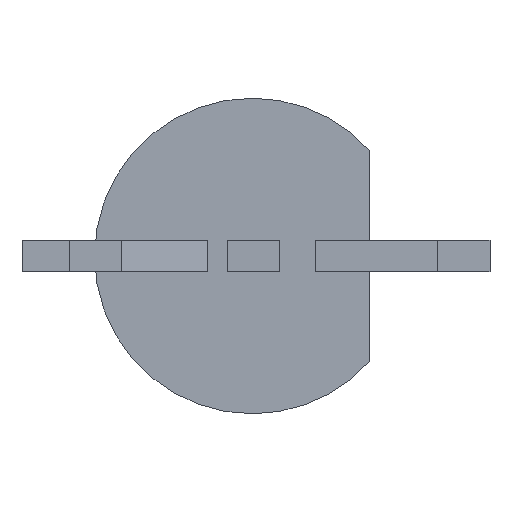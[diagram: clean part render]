
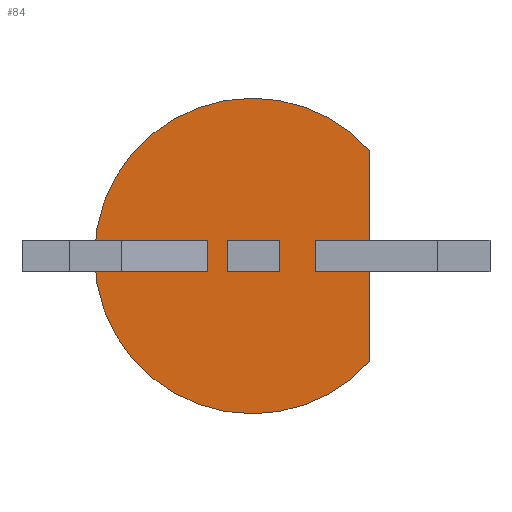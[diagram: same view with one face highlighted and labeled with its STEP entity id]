
A CAD part, front view. The second image highlights one B-rep face of the part: STEP entity #84.
In plain terms, the highlighted planar face has unit normal (0, -1, 0).
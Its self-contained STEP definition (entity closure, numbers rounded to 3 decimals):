
#12 = EDGE_CURVE ( 'NONE', #236, #438, #222, .T. ) ;
#14 = VERTEX_POINT ( 'NONE', #978 ) ;
#17 = VECTOR ( 'NONE', #587, 1000. ) ;
#29 = ORIENTED_EDGE ( 'NONE', *, *, #488, .T. ) ;
#31 = CARTESIAN_POINT ( 'NONE',  ( 0., 0., -0.2 ) ) ;
#54 = CARTESIAN_POINT ( 'NONE',  ( 0., 0., -0.2 ) ) ;
#64 = FACE_BOUND ( 'NONE', #984, .T. ) ;
#84 = ADVANCED_FACE ( 'NONE', ( #64, #389, #717, #955 ), #557, .T. ) ;
#91 = DIRECTION ( 'NONE',  ( 0., 0., 1. ) ) ;
#95 = AXIS2_PLACEMENT_3D ( 'NONE', #1026, #545, #309 ) ;
#97 = CARTESIAN_POINT ( 'NONE',  ( -0.996, 0., -0.2 ) ) ;
#99 = ORIENTED_EDGE ( 'NONE', *, *, #476, .F. ) ;
#133 = CARTESIAN_POINT ( 'NONE',  ( -0.313, 0., -0.2 ) ) ;
#155 = ORIENTED_EDGE ( 'NONE', *, *, #168, .F. ) ;
#165 = CIRCLE ( 'NONE', #95, 2. ) ;
#168 = EDGE_CURVE ( 'NONE', #14, #572, #785, .T. ) ;
#180 = CARTESIAN_POINT ( 'NONE',  ( -0.313, 0., 0.2 ) ) ;
#195 = LINE ( 'NONE', #907, #17 ) ;
#212 = DIRECTION ( 'NONE',  ( -1., 0., 0. ) ) ;
#222 = LINE ( 'NONE', #904, #1036 ) ;
#224 = VERTEX_POINT ( 'NONE', #596 ) ;
#233 = ORIENTED_EDGE ( 'NONE', *, *, #283, .F. ) ;
#236 = VERTEX_POINT ( 'NONE', #361 ) ;
#245 = ORIENTED_EDGE ( 'NONE', *, *, #379, .F. ) ;
#265 = ORIENTED_EDGE ( 'NONE', *, *, #648, .F. ) ;
#273 = ORIENTED_EDGE ( 'NONE', *, *, #468, .F. ) ;
#274 = CARTESIAN_POINT ( 'NONE',  ( 0., 0., 0.2 ) ) ;
#280 = ORIENTED_EDGE ( 'NONE', *, *, #877, .T. ) ;
#283 = EDGE_CURVE ( 'NONE', #895, #531, #165, .T. ) ;
#290 = VECTOR ( 'NONE', #762, 1000. ) ;
#294 = CARTESIAN_POINT ( 'NONE',  ( -0.563, 0., -0.2 ) ) ;
#300 = CARTESIAN_POINT ( 'NONE',  ( 0., 0., 2. ) ) ;
#309 = DIRECTION ( 'NONE',  ( 0., 0., -1. ) ) ;
#317 = EDGE_CURVE ( 'NONE', #224, #895, #889, .T. ) ;
#320 = VERTEX_POINT ( 'NONE', #294 ) ;
#326 = DIRECTION ( 'NONE',  ( 0., 0., -1. ) ) ;
#327 = VECTOR ( 'NONE', #999, 1000. ) ;
#328 = VECTOR ( 'NONE', #442, 1000. ) ;
#350 = DIRECTION ( 'NONE',  ( 0., 0., -1. ) ) ;
#351 = ORIENTED_EDGE ( 'NONE', *, *, #12, .F. ) ;
#361 = CARTESIAN_POINT ( 'NONE',  ( -0.563, 0., 0.2 ) ) ;
#362 = VECTOR ( 'NONE', #350, 1000. ) ;
#372 = VERTEX_POINT ( 'NONE', #682 ) ;
#379 = EDGE_CURVE ( 'NONE', #572, #811, #195, .T. ) ;
#389 = FACE_BOUND ( 'NONE', #443, .T. ) ;
#390 = DIRECTION ( 'NONE',  ( 0., 0., 1. ) ) ;
#392 = CARTESIAN_POINT ( 'NONE',  ( 0., 0., 0. ) ) ;
#403 = DIRECTION ( 'NONE',  ( 0., 0., -1. ) ) ;
#410 = EDGE_CURVE ( 'NONE', #224, #505, #430, .T. ) ;
#412 = CARTESIAN_POINT ( 'NONE',  ( -0.996, 0., -0.2 ) ) ;
#426 = EDGE_CURVE ( 'NONE', #996, #827, #750, .T. ) ;
#429 = AXIS2_PLACEMENT_3D ( 'NONE', #963, #893, #326 ) ;
#430 = LINE ( 'NONE', #836, #704 ) ;
#432 = ORIENTED_EDGE ( 'NONE', *, *, #913, .F. ) ;
#438 = VERTEX_POINT ( 'NONE', #847 ) ;
#442 = DIRECTION ( 'NONE',  ( 0., 0., 1. ) ) ;
#443 = EDGE_LOOP ( 'NONE', ( #280, #29, #99, #351 ) ) ;
#458 = CARTESIAN_POINT ( 'NONE',  ( 0.797, 0., -0.2 ) ) ;
#461 = CARTESIAN_POINT ( 'NONE',  ( 0., 0., -0.2 ) ) ;
#468 = EDGE_CURVE ( 'NONE', #372, #529, #830, .T. ) ;
#476 = EDGE_CURVE ( 'NONE', #438, #995, #1008, .T. ) ;
#480 = CARTESIAN_POINT ( 'NONE',  ( -0.563, 0., 0. ) ) ;
#482 = ORIENTED_EDGE ( 'NONE', *, *, #741, .T. ) ;
#488 = EDGE_CURVE ( 'NONE', #320, #995, #776, .T. ) ;
#489 = ORIENTED_EDGE ( 'NONE', *, *, #410, .T. ) ;
#495 = VECTOR ( 'NONE', #601, 1000. ) ;
#503 = ORIENTED_EDGE ( 'NONE', *, *, #426, .F. ) ;
#505 = VERTEX_POINT ( 'NONE', #627 ) ;
#514 = VECTOR ( 'NONE', #212, 1000. ) ;
#515 = EDGE_CURVE ( 'NONE', #561, #811, #873, .T. ) ;
#529 = VERTEX_POINT ( 'NONE', #712 ) ;
#531 = VERTEX_POINT ( 'NONE', #300 ) ;
#537 = DIRECTION ( 'NONE',  ( -1., 0., 0. ) ) ;
#545 = DIRECTION ( 'NONE',  ( 0., 1., 0. ) ) ;
#557 = PLANE ( 'NONE',  #1021 ) ;
#561 = VERTEX_POINT ( 'NONE', #680 ) ;
#569 = AXIS2_PLACEMENT_3D ( 'NONE', #392, #954, #716 ) ;
#570 = CARTESIAN_POINT ( 'NONE',  ( 0.347, 0., -0.2 ) ) ;
#572 = VERTEX_POINT ( 'NONE', #180 ) ;
#587 = DIRECTION ( 'NONE',  ( 0., 0., -1. ) ) ;
#596 = CARTESIAN_POINT ( 'NONE',  ( 1.491, 0., -1.333 ) ) ;
#601 = DIRECTION ( 'NONE',  ( -1., 0., 0. ) ) ;
#612 = CARTESIAN_POINT ( 'NONE',  ( 1.242, 0., -0.2 ) ) ;
#627 = CARTESIAN_POINT ( 'NONE',  ( 1.491, 0., 1.333 ) ) ;
#648 = EDGE_CURVE ( 'NONE', #529, #996, #770, .T. ) ;
#649 = LINE ( 'NONE', #570, #939 ) ;
#680 = CARTESIAN_POINT ( 'NONE',  ( 0.347, 0., -0.2 ) ) ;
#682 = CARTESIAN_POINT ( 'NONE',  ( 1.242, 0., -0.2 ) ) ;
#689 = CARTESIAN_POINT ( 'NONE',  ( 0.797, 0., -0.2 ) ) ;
#704 = VECTOR ( 'NONE', #91, 1000. ) ;
#712 = CARTESIAN_POINT ( 'NONE',  ( 1.242, 0., 0.2 ) ) ;
#716 = DIRECTION ( 'NONE',  ( 0., 0., -1. ) ) ;
#717 = FACE_BOUND ( 'NONE', #850, .T. ) ;
#724 = LINE ( 'NONE', #480, #902 ) ;
#725 = ORIENTED_EDGE ( 'NONE', *, *, #515, .T. ) ;
#741 = EDGE_CURVE ( 'NONE', #372, #827, #861, .T. ) ;
#750 = LINE ( 'NONE', #689, #362 ) ;
#756 = DIRECTION ( 'NONE',  ( -1., 0., 0. ) ) ;
#762 = DIRECTION ( 'NONE',  ( 0., 0., -1. ) ) ;
#770 = LINE ( 'NONE', #274, #495 ) ;
#776 = LINE ( 'NONE', #31, #922 ) ;
#785 = LINE ( 'NONE', #845, #327 ) ;
#791 = CIRCLE ( 'NONE', #429, 2. ) ;
#796 = DIRECTION ( 'NONE',  ( -1., 0., 0. ) ) ;
#799 = DIRECTION ( 'NONE',  ( 0., -1., 0. ) ) ;
#811 = VERTEX_POINT ( 'NONE', #133 ) ;
#821 = CARTESIAN_POINT ( 'NONE',  ( 0.797, 0., 0.2 ) ) ;
#827 = VERTEX_POINT ( 'NONE', #458 ) ;
#830 = LINE ( 'NONE', #612, #328 ) ;
#836 = CARTESIAN_POINT ( 'NONE',  ( 1.491, 0., 0. ) ) ;
#843 = ORIENTED_EDGE ( 'NONE', *, *, #852, .F. ) ;
#845 = CARTESIAN_POINT ( 'NONE',  ( 0., 0., 0.2 ) ) ;
#847 = CARTESIAN_POINT ( 'NONE',  ( -0.996, 0., 0.2 ) ) ;
#850 = EDGE_LOOP ( 'NONE', ( #843, #725, #245, #155 ) ) ;
#852 = EDGE_CURVE ( 'NONE', #561, #14, #649, .T. ) ;
#855 = DIRECTION ( 'NONE',  ( 0., 0., -1. ) ) ;
#859 = ORIENTED_EDGE ( 'NONE', *, *, #317, .F. ) ;
#861 = LINE ( 'NONE', #54, #956 ) ;
#873 = LINE ( 'NONE', #461, #514 ) ;
#876 = CARTESIAN_POINT ( 'NONE',  ( 0., 0., 0. ) ) ;
#877 = EDGE_CURVE ( 'NONE', #236, #320, #724, .T. ) ;
#889 = CIRCLE ( 'NONE', #569, 2. ) ;
#893 = DIRECTION ( 'NONE',  ( 0., 1., 0. ) ) ;
#895 = VERTEX_POINT ( 'NONE', #958 ) ;
#902 = VECTOR ( 'NONE', #403, 1000. ) ;
#904 = CARTESIAN_POINT ( 'NONE',  ( 0., 0., 0.2 ) ) ;
#907 = CARTESIAN_POINT ( 'NONE',  ( -0.313, 0., -0.2 ) ) ;
#913 = EDGE_CURVE ( 'NONE', #531, #505, #791, .T. ) ;
#922 = VECTOR ( 'NONE', #756, 1000. ) ;
#939 = VECTOR ( 'NONE', #390, 1000. ) ;
#954 = DIRECTION ( 'NONE',  ( 0., 1., 0. ) ) ;
#955 = FACE_OUTER_BOUND ( 'NONE', #1048, .T. ) ;
#956 = VECTOR ( 'NONE', #537, 1000. ) ;
#958 = CARTESIAN_POINT ( 'NONE',  ( 0., 0., -2. ) ) ;
#963 = CARTESIAN_POINT ( 'NONE',  ( 0., 0., 0. ) ) ;
#978 = CARTESIAN_POINT ( 'NONE',  ( 0.347, 0., 0.2 ) ) ;
#984 = EDGE_LOOP ( 'NONE', ( #273, #482, #503, #265 ) ) ;
#995 = VERTEX_POINT ( 'NONE', #412 ) ;
#996 = VERTEX_POINT ( 'NONE', #821 ) ;
#999 = DIRECTION ( 'NONE',  ( -1., 0., 0. ) ) ;
#1008 = LINE ( 'NONE', #97, #290 ) ;
#1021 = AXIS2_PLACEMENT_3D ( 'NONE', #876, #799, #855 ) ;
#1026 = CARTESIAN_POINT ( 'NONE',  ( 0., 0., 0. ) ) ;
#1036 = VECTOR ( 'NONE', #796, 1000. ) ;
#1048 = EDGE_LOOP ( 'NONE', ( #859, #489, #432, #233 ) ) ;
